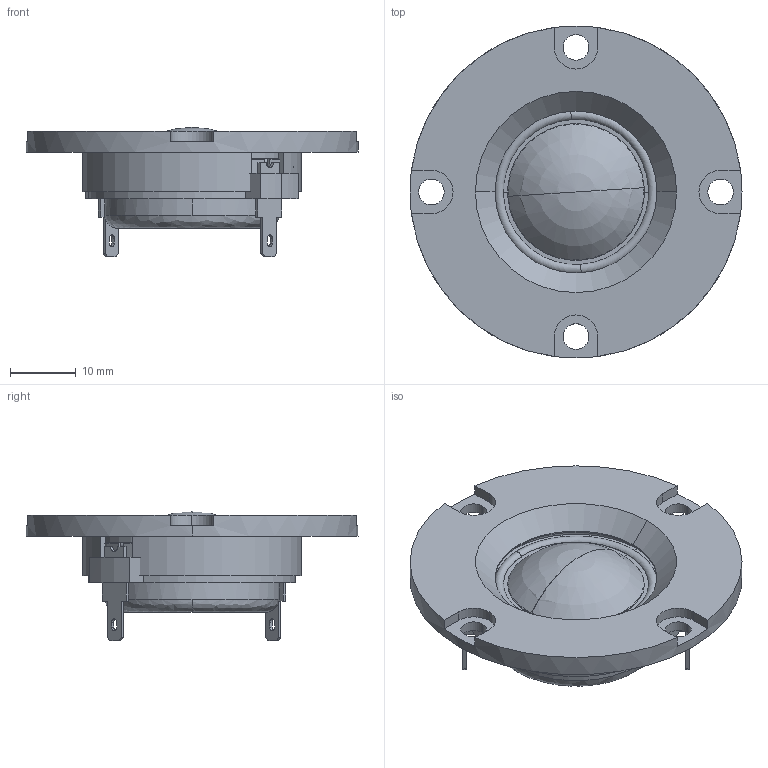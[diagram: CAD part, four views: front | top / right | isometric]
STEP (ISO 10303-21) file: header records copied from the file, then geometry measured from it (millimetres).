
FILE_DESCRIPTION (( 'STEP AP203' ), '1' );
FILE_NAME ('383 3D.STEP', '2023-04-13T13:45:20', ( '' ), ( '' ), 'SwSTEP 2.0', 'SolidWorks 2020', '' );
FILE_SCHEMA (( 'CONFIG_CONTROL_DESIGN' ));
Length unit declared in the file: millimetre
Products named in the file (1): 383 3D
Bounding box: 50.5 x 50.5 x 19.65 mm (x, y, z)
Volume: 12253.1 mm3; surface area: 10075.2 mm2
Topology: 5 solids, 5 shells, 221 faces, 587 edges, 379 vertices
Faces by surface type: plane 119, cylinder 47, cone 31, torus 16, sphere 4, bspline 4
Entity records: 7407 total; most frequent: CARTESIAN_POINT 1789, ORIENTED_EDGE 1158, DIRECTION 1157, EDGE_CURVE 579, AXIS2_PLACEMENT_3D 408, VERTEX_POINT 377, LINE 341, VECTOR 341
